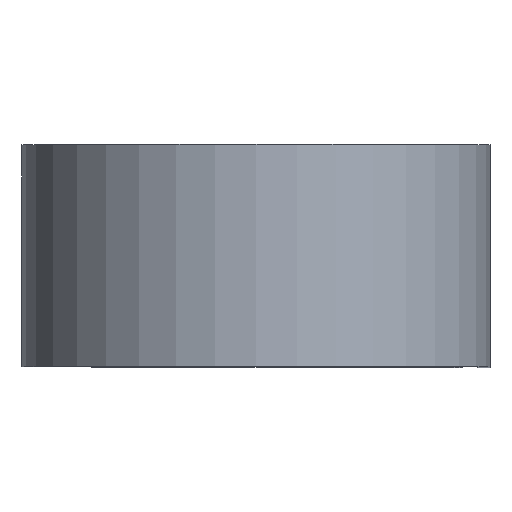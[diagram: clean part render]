
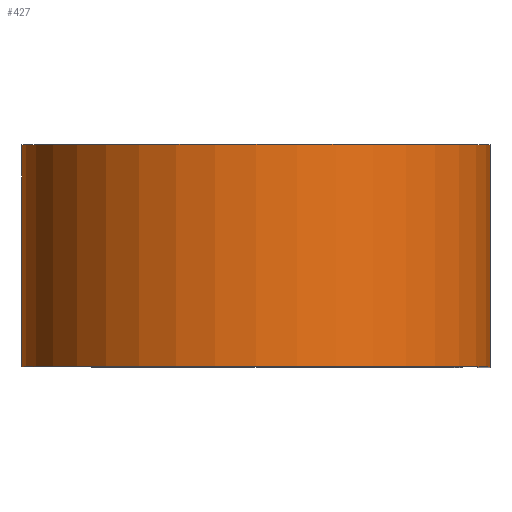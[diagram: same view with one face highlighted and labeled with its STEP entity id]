
A CAD part, top view. The second image highlights one B-rep face of the part: STEP entity #427.
In plain terms, the highlighted cylindrical face has radius 23.444 mm (diameter 46.888 mm), a partial arc.
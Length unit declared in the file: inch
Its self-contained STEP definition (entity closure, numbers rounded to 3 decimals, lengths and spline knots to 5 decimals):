
#20 = CARTESIAN_POINT ( 'NONE',  ( 0.923, 0.4375, 0. ) ) ;
#27 = CARTESIAN_POINT ( 'NONE',  ( 0., 0.4375, 0. ) ) ;
#31 = CARTESIAN_POINT ( 'NONE',  ( 0.923, -0.4375, 0. ) ) ;
#34 = DIRECTION ( 'NONE',  ( 1., 0., 0. ) ) ;
#37 = DIRECTION ( 'NONE',  ( 0., 1., 0. ) ) ;
#66 = CARTESIAN_POINT ( 'NONE',  ( 0.923, 0.4375, 0. ) ) ;
#116 = EDGE_CURVE ( 'NONE', #132, #179, #466, .T. ) ;
#132 = VERTEX_POINT ( 'NONE', #667 ) ;
#138 = VERTEX_POINT ( 'NONE', #31 ) ;
#157 = ORIENTED_EDGE ( 'NONE', *, *, #276, .T. ) ;
#179 = VERTEX_POINT ( 'NONE', #66 ) ;
#236 = CARTESIAN_POINT ( 'NONE',  ( 0., -0.4375, -0.923 ) ) ;
#276 = EDGE_CURVE ( 'NONE', #384, #138, #576, .T. ) ;
#291 = AXIS2_PLACEMENT_3D ( 'NONE', #27, #37, #34 ) ;
#310 = CARTESIAN_POINT ( 'NONE',  ( 0., -0.4375, 0. ) ) ;
#314 = DIRECTION ( 'NONE',  ( 0., 1., 0. ) ) ;
#317 = DIRECTION ( 'NONE',  ( 1., 0., 0. ) ) ;
#324 = ORIENTED_EDGE ( 'NONE', *, *, #116, .F. ) ;
#332 = EDGE_CURVE ( 'NONE', #132, #384, #594, .T. ) ;
#334 = ORIENTED_EDGE ( 'NONE', *, *, #332, .T. ) ;
#336 = DIRECTION ( 'NONE',  ( 0., -1., 0. ) ) ;
#366 = EDGE_CURVE ( 'NONE', #179, #138, #714, .T. ) ;
#384 = VERTEX_POINT ( 'NONE', #236 ) ;
#427 = ADVANCED_FACE ( 'NONE', ( #547 ), #523, .T. ) ;
#466 = CIRCLE ( 'NONE', #291, 0.923 ) ;
#467 = ORIENTED_EDGE ( 'NONE', *, *, #366, .F. ) ;
#504 = CARTESIAN_POINT ( 'NONE',  ( 0., 0.4375, 0. ) ) ;
#506 = VECTOR ( 'NONE', #592, 39.37008 ) ;
#510 = CARTESIAN_POINT ( 'NONE',  ( 0., 0.4375, -0.923 ) ) ;
#523 = CYLINDRICAL_SURFACE ( 'NONE', #642, 0.923 ) ;
#530 = DIRECTION ( 'NONE',  ( 0., -1., 0. ) ) ;
#547 = FACE_OUTER_BOUND ( 'NONE', #578, .T. ) ;
#576 = CIRCLE ( 'NONE', #695, 0.923 ) ;
#578 = EDGE_LOOP ( 'NONE', ( #157, #467, #324, #334 ) ) ;
#592 = DIRECTION ( 'NONE',  ( 0., -1., 0. ) ) ;
#594 = LINE ( 'NONE', #510, #613 ) ;
#613 = VECTOR ( 'NONE', #530, 39.37008 ) ;
#642 = AXIS2_PLACEMENT_3D ( 'NONE', #504, #336, #664 ) ;
#664 = DIRECTION ( 'NONE',  ( 0., 0., -1. ) ) ;
#667 = CARTESIAN_POINT ( 'NONE',  ( 0., 0.4375, -0.923 ) ) ;
#695 = AXIS2_PLACEMENT_3D ( 'NONE', #310, #314, #317 ) ;
#714 = LINE ( 'NONE', #20, #506 ) ;
